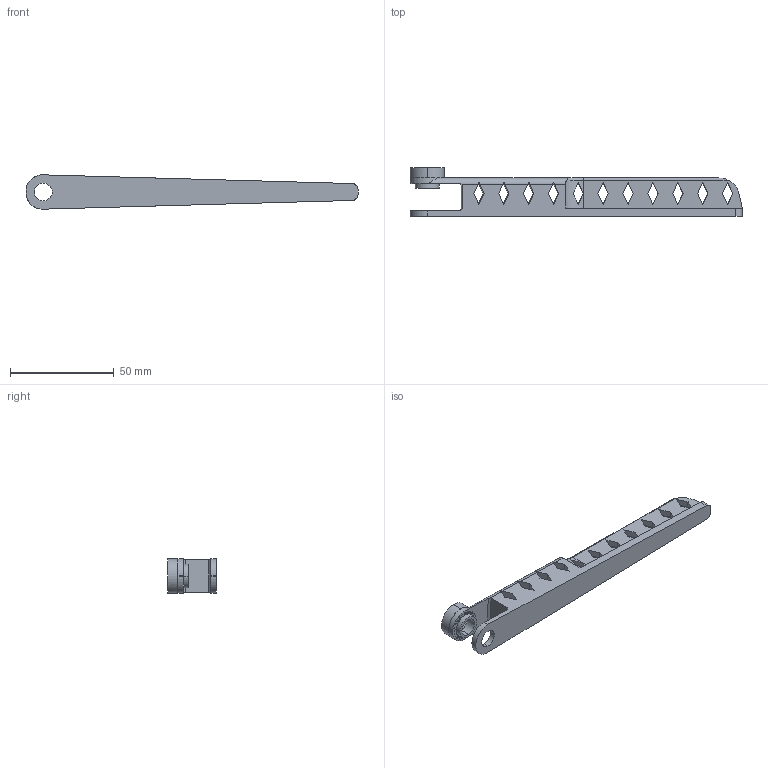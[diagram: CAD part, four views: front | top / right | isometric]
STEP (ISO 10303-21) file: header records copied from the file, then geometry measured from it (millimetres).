
FILE_DESCRIPTION (( 'STEP AP214' ), '1' );
FILE_NAME ('Flush_Handle_Arm.STEP', '2023-10-16T01:28:55', ( '' ), ( '' ), 'SwSTEP 2.0', 'SolidWorks 2023', '' );
FILE_SCHEMA (( 'AUTOMOTIVE_DESIGN' ));
Length unit declared in the file: millimetre
Products named in the file (1): Flush_Handle_Arm
Bounding box: 160 x 23.5 x 16.6 mm (x, y, z)
Volume: 20584.9 mm3; surface area: 11927.9 mm2
Topology: 1 solids, 1 shells, 338 faces, 863 edges, 573 vertices
Faces by surface type: plane 314, cylinder 22, torus 2
Entity records: 10206 total; most frequent: CARTESIAN_POINT 1935, ORIENTED_EDGE 1726, DIRECTION 1565, EDGE_CURVE 863, LINE 789, VECTOR 789, VERTEX_POINT 573, EDGE_LOOP 410
